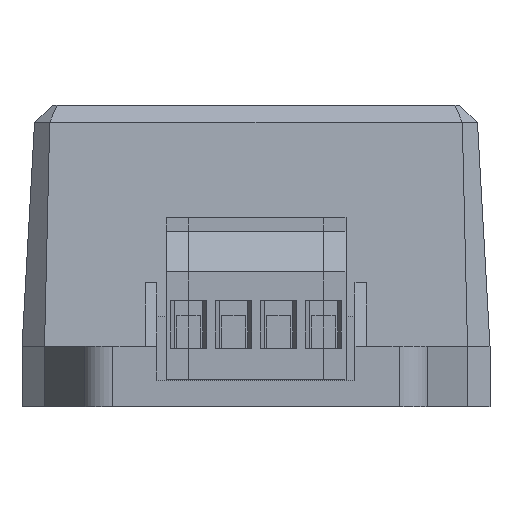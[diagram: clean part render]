
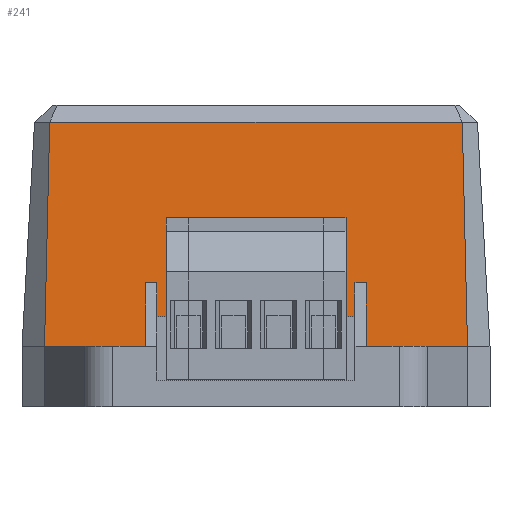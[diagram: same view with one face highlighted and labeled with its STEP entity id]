
A CAD part, front view. The second image highlights one B-rep face of the part: STEP entity #241.
In plain terms, the highlighted free-form (B-spline) face has degree [1, 1] with [2, 2] control points.
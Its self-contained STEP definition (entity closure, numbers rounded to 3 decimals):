
#241=ADVANCED_FACE('',(#602),#5832,.T.);
#602=FACE_OUTER_BOUND('',#971,.T.);
#971=EDGE_LOOP('',(#1517,#1518,#1519,#1520,#1521,#1522,#1523,#1524,#1525,
#1526,#1527,#1528));
#1517=ORIENTED_EDGE('',*,*,#3257,.T.);
#1518=ORIENTED_EDGE('',*,*,#3259,.T.);
#1519=ORIENTED_EDGE('',*,*,#3188,.T.);
#1520=ORIENTED_EDGE('',*,*,#3189,.F.);
#1521=ORIENTED_EDGE('',*,*,#3191,.T.);
#1522=ORIENTED_EDGE('',*,*,#3204,.F.);
#1523=ORIENTED_EDGE('',*,*,#3214,.F.);
#1524=ORIENTED_EDGE('',*,*,#3106,.F.);
#1525=ORIENTED_EDGE('',*,*,#3114,.T.);
#1526=ORIENTED_EDGE('',*,*,#3195,.F.);
#1527=ORIENTED_EDGE('',*,*,#3194,.T.);
#1528=ORIENTED_EDGE('',*,*,#3196,.T.);
#3106=EDGE_CURVE('',#5155,#5215,#4281,.T.);
#3114=EDGE_CURVE('',#5155,#5210,#4289,.T.);
#3188=EDGE_CURVE('',#5203,#5204,#4308,.T.);
#3189=EDGE_CURVE('',#5205,#5204,#4309,.T.);
#3191=EDGE_CURVE('',#5205,#5156,#4311,.T.);
#3194=EDGE_CURVE('',#5211,#5212,#4313,.T.);
#3195=EDGE_CURVE('',#5211,#5210,#4314,.T.);
#3196=EDGE_CURVE('',#5212,#5248,#4315,.T.);
#3204=EDGE_CURVE('',#5216,#5156,#4323,.T.);
#3214=EDGE_CURVE('',#5215,#5216,#4333,.T.);
#3257=EDGE_CURVE('',#5248,#5246,#4374,.T.);
#3259=EDGE_CURVE('',#5246,#5203,#4376,.T.);
#4281=B_SPLINE_CURVE_WITH_KNOTS('',1,(#7183,#7184),.UNSPECIFIED.,.F.,.F.,
(2,2),(0.,24.957),.UNSPECIFIED.);
#4289=B_SPLINE_CURVE_WITH_KNOTS('',1,(#7199,#7200),.UNSPECIFIED.,.F.,.F.,
(2,2),(0.,11.25),.UNSPECIFIED.);
#4308=B_SPLINE_CURVE_WITH_KNOTS('',1,(#7436,#7437),.UNSPECIFIED.,.F.,.F.,
(2,2),(34.577,35.836),.UNSPECIFIED.);
#4309=B_SPLINE_CURVE_WITH_KNOTS('',3,(#7438,#7439,#7440,#7441),
 .UNSPECIFIED.,.F.,.F.,(4,4),(0.,7.087),.UNSPECIFIED.);
#4311=B_SPLINE_CURVE_WITH_KNOTS('',1,(#7444,#7445),.UNSPECIFIED.,.F.,.F.,
(2,2),(35.75,47.),.UNSPECIFIED.);
#4313=B_SPLINE_CURVE_WITH_KNOTS('',1,(#7451,#7452),.UNSPECIFIED.,.F.,.F.,
(2,2),(11.164,12.423),.UNSPECIFIED.);
#4314=B_SPLINE_CURVE_WITH_KNOTS('',3,(#7453,#7454,#7455,#7456),
 .UNSPECIFIED.,.F.,.F.,(4,4),(7.513,14.6),
 .UNSPECIFIED.);
#4315=B_SPLINE_CURVE_WITH_KNOTS('',3,(#7457,#7458,#7459,#7460),
 .UNSPECIFIED.,.F.,.F.,(4,4),(7.513,11.269),
 .UNSPECIFIED.);
#4323=B_SPLINE_CURVE_WITH_KNOTS('',1,(#7475,#7476),.UNSPECIFIED.,.F.,.F.,
(2,2),(-24.957,0.),.UNSPECIFIED.);
#4333=B_SPLINE_CURVE_WITH_KNOTS('',1,(#7495,#7496),.UNSPECIFIED.,.F.,.F.,
(2,2),(-0.044,45.801),.UNSPECIFIED.);
#4374=B_SPLINE_CURVE_WITH_KNOTS('',1,(#7665,#7666),.UNSPECIFIED.,.F.,.F.,
(2,2),(-51.076,-29.076),.UNSPECIFIED.);
#4376=B_SPLINE_CURVE_WITH_KNOTS('',3,(#7669,#7670,#7671,#7672),
 .UNSPECIFIED.,.F.,.F.,(4,4),(3.331,7.087),
 .UNSPECIFIED.);
#5155=VERTEX_POINT('',#7083);
#5156=VERTEX_POINT('',#7084);
#5203=VERTEX_POINT('',#7131);
#5204=VERTEX_POINT('',#7132);
#5205=VERTEX_POINT('',#7133);
#5210=VERTEX_POINT('',#7138);
#5211=VERTEX_POINT('',#7139);
#5212=VERTEX_POINT('',#7140);
#5215=VERTEX_POINT('',#7143);
#5216=VERTEX_POINT('',#7144);
#5246=VERTEX_POINT('',#7174);
#5248=VERTEX_POINT('',#7176);
#5832=B_SPLINE_SURFACE_WITH_KNOTS('',1,1,((#7057,#7058),(#7059,#7060)),
 .UNSPECIFIED.,.F.,.F.,.F.,(2,2),(2,2),(0.,47.),(0.,26.849),
 .UNSPECIFIED.);
#7057=CARTESIAN_POINT('',(-23.5,-44.,6.7));
#7058=CARTESIAN_POINT('',(-22.879,-42.5,33.5));
#7059=CARTESIAN_POINT('',(23.5,-44.,6.7));
#7060=CARTESIAN_POINT('',(22.879,-42.5,33.5));
#7083=CARTESIAN_POINT('',(-23.5,-44.,6.7));
#7084=CARTESIAN_POINT('',(23.5,-44.,6.7));
#7131=CARTESIAN_POINT('',(11.,-43.604,13.776));
#7132=CARTESIAN_POINT('',(12.25,-43.604,13.776));
#7133=CARTESIAN_POINT('',(12.25,-44.,6.7));
#7138=CARTESIAN_POINT('',(-12.25,-44.,6.7));
#7139=CARTESIAN_POINT('',(-12.25,-43.604,13.776));
#7140=CARTESIAN_POINT('',(-11.,-43.604,13.776));
#7143=CARTESIAN_POINT('',(-22.922,-42.606,31.612));
#7144=CARTESIAN_POINT('',(22.922,-42.606,31.612));
#7174=CARTESIAN_POINT('',(11.,-43.814,10.026));
#7176=CARTESIAN_POINT('',(-11.,-43.814,10.026));
#7183=CARTESIAN_POINT('',(-23.5,-44.,6.7));
#7184=CARTESIAN_POINT('',(-22.922,-42.606,31.612));
#7199=CARTESIAN_POINT('',(-23.5,-44.,6.7));
#7200=CARTESIAN_POINT('',(-12.25,-44.,6.7));
#7436=CARTESIAN_POINT('',(11.,-43.604,13.776));
#7437=CARTESIAN_POINT('',(12.25,-43.604,13.776));
#7438=CARTESIAN_POINT('',(12.25,-44.,6.7));
#7439=CARTESIAN_POINT('',(12.25,-43.868,9.059));
#7440=CARTESIAN_POINT('',(12.25,-43.736,11.417));
#7441=CARTESIAN_POINT('',(12.25,-43.604,13.776));
#7444=CARTESIAN_POINT('',(12.25,-44.,6.7));
#7445=CARTESIAN_POINT('',(23.5,-44.,6.7));
#7451=CARTESIAN_POINT('',(-12.25,-43.604,13.776));
#7452=CARTESIAN_POINT('',(-11.,-43.604,13.776));
#7453=CARTESIAN_POINT('',(-12.25,-43.604,13.776));
#7454=CARTESIAN_POINT('',(-12.25,-43.736,11.417));
#7455=CARTESIAN_POINT('',(-12.25,-43.868,9.059));
#7456=CARTESIAN_POINT('',(-12.25,-44.,6.7));
#7457=CARTESIAN_POINT('',(-11.,-43.604,13.776));
#7458=CARTESIAN_POINT('',(-11.,-43.674,12.526));
#7459=CARTESIAN_POINT('',(-11.,-43.744,11.276));
#7460=CARTESIAN_POINT('',(-11.,-43.814,10.026));
#7475=CARTESIAN_POINT('',(22.922,-42.606,31.612));
#7476=CARTESIAN_POINT('',(23.5,-44.,6.7));
#7495=CARTESIAN_POINT('',(-22.922,-42.606,31.612));
#7496=CARTESIAN_POINT('',(22.922,-42.606,31.612));
#7665=CARTESIAN_POINT('',(-11.,-43.814,10.026));
#7666=CARTESIAN_POINT('',(11.,-43.814,10.026));
#7669=CARTESIAN_POINT('',(11.,-43.814,10.026));
#7670=CARTESIAN_POINT('',(11.,-43.744,11.276));
#7671=CARTESIAN_POINT('',(11.,-43.674,12.526));
#7672=CARTESIAN_POINT('',(11.,-43.604,13.776));
